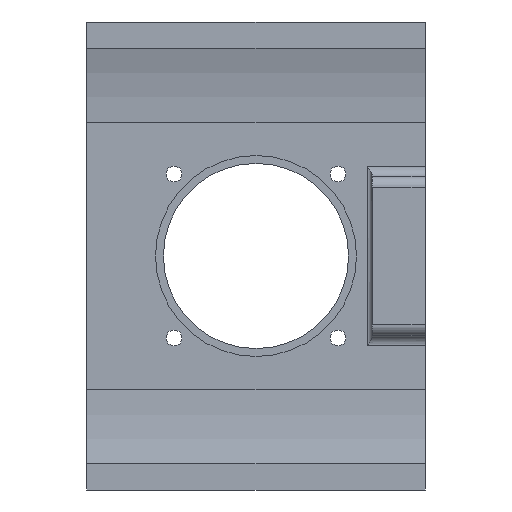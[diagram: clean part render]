
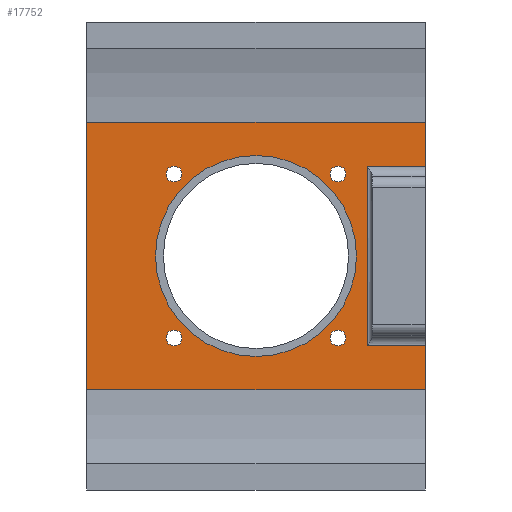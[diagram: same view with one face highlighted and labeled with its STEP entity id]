
A CAD part, front view. The second image highlights one B-rep face of the part: STEP entity #17752.
In plain terms, the highlighted planar face has unit normal (0, -1, 0).
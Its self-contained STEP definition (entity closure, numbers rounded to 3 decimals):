
#1529=FACE_BOUND('',#3172,.T.);
#1530=FACE_BOUND('',#3173,.T.);
#1531=FACE_BOUND('',#3174,.T.);
#1532=FACE_BOUND('',#3175,.T.);
#1533=FACE_BOUND('',#3176,.T.);
#1574=PLANE('',#18826);
#2086=FACE_OUTER_BOUND('',#3171,.T.);
#3171=EDGE_LOOP('',(#13107,#13108,#13109,#13110,#13111,#13112,#13113,#13114));
#3172=EDGE_LOOP('',(#13115));
#3173=EDGE_LOOP('',(#13116));
#3174=EDGE_LOOP('',(#13117));
#3175=EDGE_LOOP('',(#13118));
#3176=EDGE_LOOP('',(#13119));
#4223=LINE('',#22386,#5922);
#4601=LINE('',#25092,#6300);
#4605=LINE('',#25111,#6304);
#4607=LINE('',#25117,#6306);
#4608=LINE('',#25119,#6307);
#4609=LINE('',#25120,#6308);
#4610=LINE('',#25122,#6309);
#4611=LINE('',#25123,#6310);
#5922=VECTOR('',#19479,10.);
#6300=VECTOR('',#19877,10.);
#6304=VECTOR('',#19895,10.);
#6306=VECTOR('',#19901,10.);
#6307=VECTOR('',#19902,10.);
#6308=VECTOR('',#19903,50.);
#6309=VECTOR('',#19904,50.);
#6310=VECTOR('',#19905,10.);
#7642=CIRCLE('',#18827,1.5);
#7643=CIRCLE('',#18828,1.5);
#7644=CIRCLE('',#18829,1.5);
#7645=CIRCLE('',#18830,1.5);
#7646=CIRCLE('',#18831,19.);
#7712=VERTEX_POINT('',#22383);
#7713=VERTEX_POINT('',#22385);
#8472=VERTEX_POINT('',#25067);
#8475=VERTEX_POINT('',#25081);
#8483=VERTEX_POINT('',#25110);
#8485=VERTEX_POINT('',#25116);
#8486=VERTEX_POINT('',#25118);
#8487=VERTEX_POINT('',#25121);
#8488=VERTEX_POINT('',#25124);
#8489=VERTEX_POINT('',#25126);
#8490=VERTEX_POINT('',#25128);
#8491=VERTEX_POINT('',#25130);
#8492=VERTEX_POINT('',#25132);
#9546=EDGE_CURVE('',#7712,#7713,#4223,.T.);
#10314=EDGE_CURVE('',#8475,#8472,#4601,.T.);
#10323=EDGE_CURVE('',#8472,#8483,#4605,.T.);
#10326=EDGE_CURVE('',#8485,#8475,#4607,.T.);
#10327=EDGE_CURVE('',#8486,#8485,#4608,.T.);
#10328=EDGE_CURVE('',#7713,#8486,#4609,.T.);
#10329=EDGE_CURVE('',#8487,#7712,#4610,.T.);
#10330=EDGE_CURVE('',#8483,#8487,#4611,.T.);
#10331=EDGE_CURVE('',#8488,#8488,#7642,.T.);
#10332=EDGE_CURVE('',#8489,#8489,#7643,.T.);
#10333=EDGE_CURVE('',#8490,#8490,#7644,.T.);
#10334=EDGE_CURVE('',#8491,#8491,#7645,.T.);
#10335=EDGE_CURVE('',#8492,#8492,#7646,.T.);
#13107=ORIENTED_EDGE('',*,*,#10326,.F.);
#13108=ORIENTED_EDGE('',*,*,#10327,.F.);
#13109=ORIENTED_EDGE('',*,*,#10328,.F.);
#13110=ORIENTED_EDGE('',*,*,#9546,.F.);
#13111=ORIENTED_EDGE('',*,*,#10329,.F.);
#13112=ORIENTED_EDGE('',*,*,#10330,.F.);
#13113=ORIENTED_EDGE('',*,*,#10323,.F.);
#13114=ORIENTED_EDGE('',*,*,#10314,.F.);
#13115=ORIENTED_EDGE('',*,*,#10331,.T.);
#13116=ORIENTED_EDGE('',*,*,#10332,.T.);
#13117=ORIENTED_EDGE('',*,*,#10333,.T.);
#13118=ORIENTED_EDGE('',*,*,#10334,.T.);
#13119=ORIENTED_EDGE('',*,*,#10335,.T.);
#17752=ADVANCED_FACE('',(#2086,#1529,#1530,#1531,#1532,#1533),#1574,.F.);
#18826=AXIS2_PLACEMENT_3D('',#25115,#19899,#19900);
#18827=AXIS2_PLACEMENT_3D('',#25125,#19906,#19907);
#18828=AXIS2_PLACEMENT_3D('',#25127,#19908,#19909);
#18829=AXIS2_PLACEMENT_3D('',#25129,#19910,#19911);
#18830=AXIS2_PLACEMENT_3D('',#25131,#19912,#19913);
#18831=AXIS2_PLACEMENT_3D('',#25133,#19914,#19915);
#19479=DIRECTION('',(0.,0.,1.));
#19877=DIRECTION('',(0.,0.,-1.));
#19895=DIRECTION('',(1.,0.,0.));
#19899=DIRECTION('center_axis',(0.,1.,0.));
#19900=DIRECTION('ref_axis',(0.,0.,1.));
#19901=DIRECTION('',(-1.,0.,0.));
#19902=DIRECTION('',(0.,0.,-1.));
#19903=DIRECTION('',(1.,0.,0.));
#19904=DIRECTION('',(-1.,0.,0.));
#19905=DIRECTION('',(0.,0.,-1.));
#19906=DIRECTION('center_axis',(0.,1.,0.));
#19907=DIRECTION('ref_axis',(1.,0.,0.));
#19908=DIRECTION('center_axis',(0.,1.,0.));
#19909=DIRECTION('ref_axis',(1.,0.,0.));
#19910=DIRECTION('center_axis',(0.,1.,0.));
#19911=DIRECTION('ref_axis',(1.,0.,0.));
#19912=DIRECTION('center_axis',(0.,1.,0.));
#19913=DIRECTION('ref_axis',(1.,0.,0.));
#19914=DIRECTION('center_axis',(0.,1.,0.));
#19915=DIRECTION('ref_axis',(1.,0.,0.));
#22383=CARTESIAN_POINT('',(-32.,0.,-25.25));
#22385=CARTESIAN_POINT('',(-32.,0.,25.25));
#22386=CARTESIAN_POINT('',(-32.,0.,-44.25));
#25067=CARTESIAN_POINT('',(21.,0.,-17.));
#25081=CARTESIAN_POINT('',(21.,0.,17.));
#25092=CARTESIAN_POINT('',(21.,0.,0.));
#25110=CARTESIAN_POINT('',(32.,0.,-17.));
#25111=CARTESIAN_POINT('',(16.,0.,-17.));
#25115=CARTESIAN_POINT('Origin',(0.,0.,0.));
#25116=CARTESIAN_POINT('',(32.,0.,17.));
#25117=CARTESIAN_POINT('',(16.,0.,17.));
#25118=CARTESIAN_POINT('',(32.,0.,25.25));
#25119=CARTESIAN_POINT('',(32.,0.,44.25));
#25120=CARTESIAN_POINT('',(-32.,0.,25.25));
#25121=CARTESIAN_POINT('',(32.,0.,-25.25));
#25122=CARTESIAN_POINT('',(32.,0.,-25.25));
#25123=CARTESIAN_POINT('',(32.,0.,44.25));
#25124=CARTESIAN_POINT('',(14.,0.,-15.5));
#25125=CARTESIAN_POINT('Origin',(15.5,0.,-15.5));
#25126=CARTESIAN_POINT('',(14.,0.,15.5));
#25127=CARTESIAN_POINT('Origin',(15.5,0.,15.5));
#25128=CARTESIAN_POINT('',(-17.,0.,-15.5));
#25129=CARTESIAN_POINT('Origin',(-15.5,0.,-15.5));
#25130=CARTESIAN_POINT('',(-17.,0.,15.5));
#25131=CARTESIAN_POINT('Origin',(-15.5,0.,15.5));
#25132=CARTESIAN_POINT('',(-19.,0.,0.));
#25133=CARTESIAN_POINT('Origin',(0.,0.,0.));
